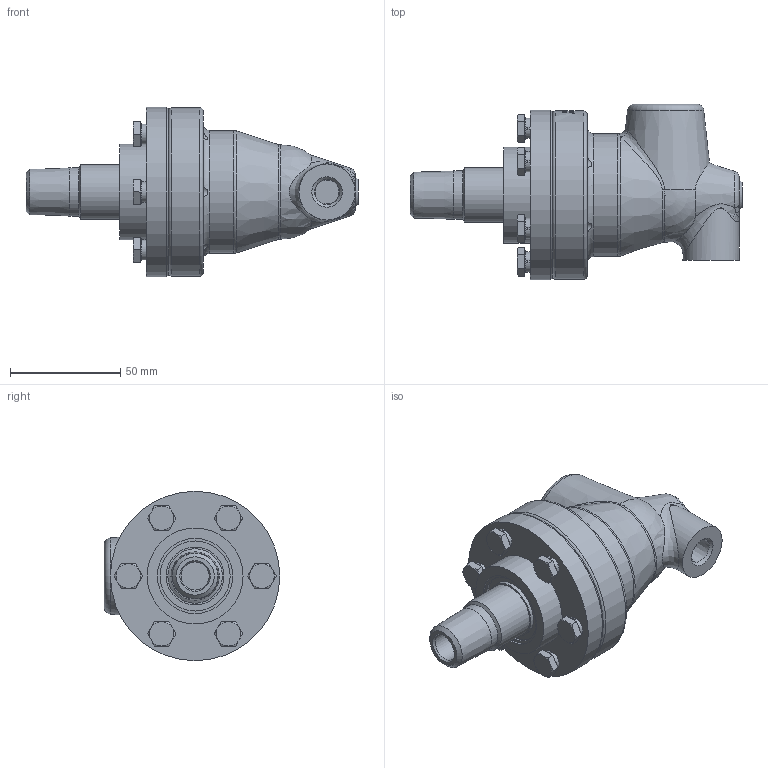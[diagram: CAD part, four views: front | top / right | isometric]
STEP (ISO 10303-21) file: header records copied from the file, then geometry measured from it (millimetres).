
FILE_DESCRIPTION(/* description */ (''),/* implementation_level */ '2;1');
FILE_NAME(/* name */ 'BC-54065-08-51-IC.stp',/* time_stamp */ '2020-05-20T09:39:40-05:00',/* author */ ('dyurkovich'),/* organization */ (''),/* preprocessor_version */ 'ST-DEVELOPER v18',/* originating_system */ 'Autodesk Inventor 2020',/* authorisation */ '');
FILE_SCHEMA (('AUTOMOTIVE_DESIGN { 1 0 10303 214 3 1 1 }'));
Products named in the file (1): BC-54065-08-51-IC
Bounding box: 150.31 x 79.5 x 76.71 mm (x, y, z)
Volume: 278100.9 mm3; surface area: 40222 mm2
Topology: 1 solids, 1 shells, 604 faces, 1614 edges, 1067 vertices
Faces by surface type: bspline 217, plane 214, cylinder 93, cone 66, torus 13, sphere 1
Full cylindrical faces by diameter (mm): 4.978 x6, 6.35 x6, 7.366 x6, 7.62 x6, 10.001 x6, 12.7 x1, 21.849 x1, 24.7 x1, 25.4 x1, 26.162 x1, 31.75 x1, 34.112 x1, 43.434 x1, 55.626 x1, 75.946 x1, 76.2 x1, 76.708 x1
Entity records: 64183 total; most frequent: CARTESIAN_POINT 49787, ORIENTED_EDGE 3216, DIRECTION 2504, EDGE_CURVE 1608, VERTEX_POINT 1067, AXIS2_PLACEMENT_3D 967, EDGE_LOOP 677, FACE_OUTER_BOUND 604
